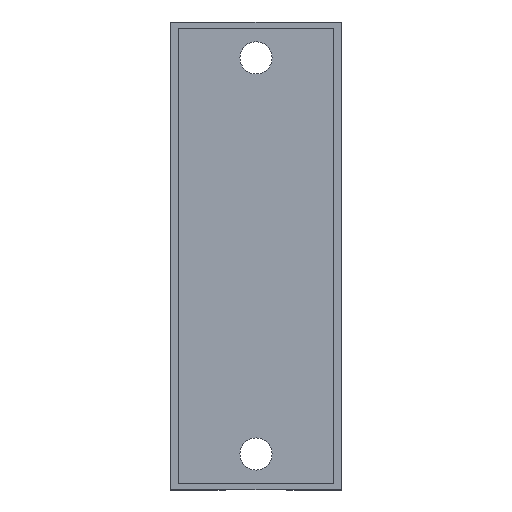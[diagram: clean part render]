
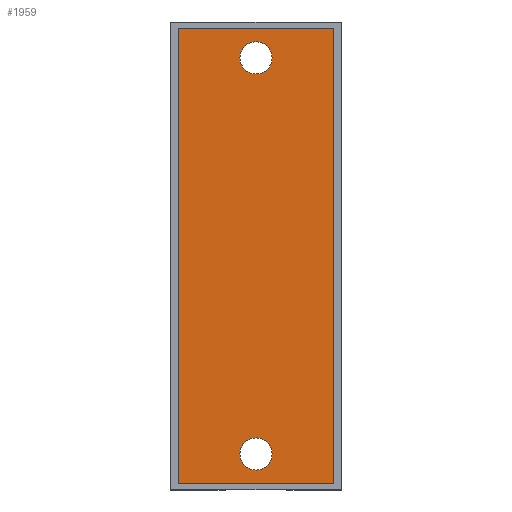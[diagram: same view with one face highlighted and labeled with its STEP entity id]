
A CAD part, top view. The second image highlights one B-rep face of the part: STEP entity #1959.
In plain terms, the highlighted planar face has unit normal (0, 0, 1).
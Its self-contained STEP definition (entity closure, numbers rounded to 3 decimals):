
#137 = DIRECTION ( 'NONE',  ( 1., 0., 0. ) ) ;
#177 = CARTESIAN_POINT ( 'NONE',  ( 0., 43.25, 1. ) ) ;
#200 = FACE_BOUND ( 'NONE', #1119, .T. ) ;
#215 = CARTESIAN_POINT ( 'NONE',  ( 15.75, -46., 1. ) ) ;
#221 = CARTESIAN_POINT ( 'NONE',  ( 0., -40., 1. ) ) ;
#319 = CIRCLE ( 'NONE', #356, 3.25 ) ;
#331 = DIRECTION ( 'NONE',  ( 1., 0., 0. ) ) ;
#334 = PLANE ( 'NONE',  #1766 ) ;
#337 = CARTESIAN_POINT ( 'NONE',  ( 0., 0., 1. ) ) ;
#339 = DIRECTION ( 'NONE',  ( 0., 0., 1. ) ) ;
#356 = AXIS2_PLACEMENT_3D ( 'NONE', #1893, #1410, #1687 ) ;
#359 = DIRECTION ( 'NONE',  ( 0., 0., 1. ) ) ;
#362 = AXIS2_PLACEMENT_3D ( 'NONE', #221, #339, #137 ) ;
#376 = VERTEX_POINT ( 'NONE', #215 ) ;
#391 = CIRCLE ( 'NONE', #362, 3.25 ) ;
#421 = ORIENTED_EDGE ( 'NONE', *, *, #1195, .F. ) ;
#440 = VERTEX_POINT ( 'NONE', #177 ) ;
#496 = VERTEX_POINT ( 'NONE', #1179 ) ;
#593 = CARTESIAN_POINT ( 'NONE',  ( 0., 36.75, 1. ) ) ;
#602 = CARTESIAN_POINT ( 'NONE',  ( 15.75, 46., 1. ) ) ;
#621 = ORIENTED_EDGE ( 'NONE', *, *, #1171, .T. ) ;
#759 = ORIENTED_EDGE ( 'NONE', *, *, #1190, .T. ) ;
#764 = EDGE_LOOP ( 'NONE', ( #1079, #421 ) ) ;
#766 = EDGE_CURVE ( 'NONE', #1314, #496, #391, .T. ) ;
#829 = EDGE_CURVE ( 'NONE', #440, #1645, #319, .T. ) ;
#944 = CARTESIAN_POINT ( 'NONE',  ( 0., -36.75, 1. ) ) ;
#975 = LINE ( 'NONE', #1221, #1816 ) ;
#986 = FACE_BOUND ( 'NONE', #764, .T. ) ;
#1016 = VERTEX_POINT ( 'NONE', #1671 ) ;
#1079 = ORIENTED_EDGE ( 'NONE', *, *, #766, .F. ) ;
#1119 = EDGE_LOOP ( 'NONE', ( #1542, #1200 ) ) ;
#1146 = CARTESIAN_POINT ( 'NONE',  ( -15.75, 46., 1. ) ) ;
#1147 = DIRECTION ( 'NONE',  ( 1., 0., 0. ) ) ;
#1151 = DIRECTION ( 'NONE',  ( 0., 0., 1. ) ) ;
#1158 = CARTESIAN_POINT ( 'NONE',  ( 0., 40., 1. ) ) ;
#1164 = DIRECTION ( 'NONE',  ( 1., 0., 0. ) ) ;
#1169 = DIRECTION ( 'NONE',  ( 0., 0., 1. ) ) ;
#1171 = EDGE_CURVE ( 'NONE', #376, #1633, #1927, .T. ) ;
#1173 = CARTESIAN_POINT ( 'NONE',  ( 0., -40., 1. ) ) ;
#1179 = CARTESIAN_POINT ( 'NONE',  ( 0., -43.25, 1. ) ) ;
#1183 = EDGE_CURVE ( 'NONE', #1633, #1225, #1838, .T. ) ;
#1186 = EDGE_CURVE ( 'NONE', #1225, #1016, #975, .T. ) ;
#1187 = DIRECTION ( 'NONE',  ( 1., 0., 0. ) ) ;
#1190 = EDGE_CURVE ( 'NONE', #1016, #376, #1863, .T. ) ;
#1195 = EDGE_CURVE ( 'NONE', #496, #1314, #1792, .T. ) ;
#1197 = EDGE_CURVE ( 'NONE', #1645, #440, #1785, .T. ) ;
#1200 = ORIENTED_EDGE ( 'NONE', *, *, #1197, .F. ) ;
#1211 = CARTESIAN_POINT ( 'NONE',  ( -15.75, -46., 1. ) ) ;
#1215 = DIRECTION ( 'NONE',  ( 0., -1., 0. ) ) ;
#1221 = CARTESIAN_POINT ( 'NONE',  ( -15.75, 46., 1. ) ) ;
#1225 = VERTEX_POINT ( 'NONE', #1146 ) ;
#1242 = DIRECTION ( 'NONE',  ( -1., 0., 0. ) ) ;
#1279 = CARTESIAN_POINT ( 'NONE',  ( -15.75, 46., 1. ) ) ;
#1297 = DIRECTION ( 'NONE',  ( 0., 1., 0. ) ) ;
#1300 = ORIENTED_EDGE ( 'NONE', *, *, #1186, .T. ) ;
#1306 = CARTESIAN_POINT ( 'NONE',  ( 15.75, 46., 1. ) ) ;
#1314 = VERTEX_POINT ( 'NONE', #944 ) ;
#1348 = AXIS2_PLACEMENT_3D ( 'NONE', #1173, #1169, #1164 ) ;
#1353 = AXIS2_PLACEMENT_3D ( 'NONE', #1158, #1151, #1147 ) ;
#1410 = DIRECTION ( 'NONE',  ( 0., 0., 1. ) ) ;
#1448 = EDGE_LOOP ( 'NONE', ( #621, #1608, #1300, #759 ) ) ;
#1542 = ORIENTED_EDGE ( 'NONE', *, *, #829, .F. ) ;
#1567 = FACE_OUTER_BOUND ( 'NONE', #1448, .T. ) ;
#1608 = ORIENTED_EDGE ( 'NONE', *, *, #1183, .T. ) ;
#1633 = VERTEX_POINT ( 'NONE', #602 ) ;
#1645 = VERTEX_POINT ( 'NONE', #593 ) ;
#1671 = CARTESIAN_POINT ( 'NONE',  ( -15.75, -46., 1. ) ) ;
#1687 = DIRECTION ( 'NONE',  ( 1., 0., 0. ) ) ;
#1705 = VECTOR ( 'NONE', #1242, 1000. ) ;
#1708 = VECTOR ( 'NONE', #1297, 1000. ) ;
#1766 = AXIS2_PLACEMENT_3D ( 'NONE', #337, #359, #331 ) ;
#1785 = CIRCLE ( 'NONE', #1353, 3.25 ) ;
#1792 = CIRCLE ( 'NONE', #1348, 3.25 ) ;
#1796 = VECTOR ( 'NONE', #1187, 1000. ) ;
#1816 = VECTOR ( 'NONE', #1215, 1000. ) ;
#1838 = LINE ( 'NONE', #1279, #1705 ) ;
#1863 = LINE ( 'NONE', #1211, #1796 ) ;
#1893 = CARTESIAN_POINT ( 'NONE',  ( 0., 40., 1. ) ) ;
#1927 = LINE ( 'NONE', #1306, #1708 ) ;
#1959 = ADVANCED_FACE ( 'NONE', ( #986, #200, #1567 ), #334, .T. ) ;
